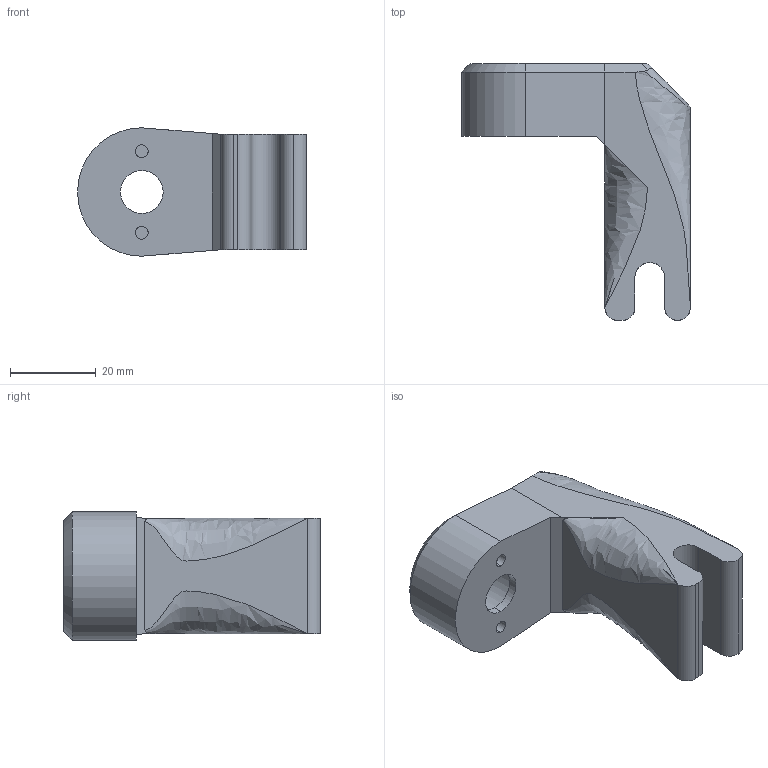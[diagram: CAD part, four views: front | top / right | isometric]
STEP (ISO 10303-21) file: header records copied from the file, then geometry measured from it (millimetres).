
FILE_DESCRIPTION (( 'STEP AP214' ), '1' );
FILE_NAME ('bottom_swingup.STEP', '2020-05-24T09:53:02', ( '' ), ( '' ), 'SwSTEP 2.0', 'SolidWorks 2016', '' );
FILE_SCHEMA (( 'AUTOMOTIVE_DESIGN' ));
Length unit declared in the file: millimetre
Products named in the file (2): bottom_swingup
Bounding box: 53.47 x 60 x 30 mm (x, y, z)
Volume: 38303.9 mm3; surface area: 9754.8 mm2
Topology: 1 solids, 1 shells, 45 faces, 126 edges, 78 vertices
Faces by surface type: plane 20, cylinder 18, bspline 6, cone 1
Entity records: 1921 total; most frequent: CARTESIAN_POINT 772, ORIENTED_EDGE 244, DIRECTION 217, EDGE_CURVE 122, AXIS2_PLACEMENT_3D 80, VERTEX_POINT 78, LINE 57, VECTOR 57
